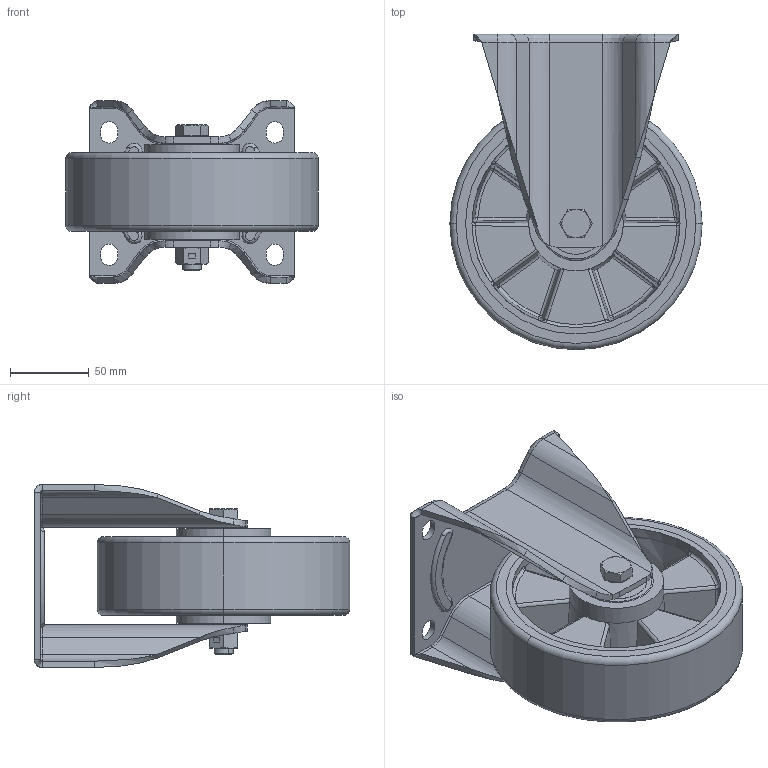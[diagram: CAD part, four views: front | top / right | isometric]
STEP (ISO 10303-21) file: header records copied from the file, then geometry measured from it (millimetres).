
FILE_DESCRIPTION (( 'STEP AP214' ), '1' );
FILE_NAME ('0020247BL_B-IM-PUZA-160-K_(A-02).step', '2019-02-22T12:01:50', ( '' ), ( '' ), 'SwSTEP 2.0', 'SolidWorks 2018', '' );
FILE_SCHEMA (( 'AUTOMOTIVE_DESIGN' ));
Length unit declared in the file: millimetre
Products named in the file (1): 0020247BL_B-IM-PUZA-160-K_(A-02)
Bounding box: 160 x 200 x 116 mm (x, y, z)
Volume: 696004.3 mm3; surface area: 271692.4 mm2
Topology: 17 solids, 17 shells, 874 faces, 2102 edges, 1296 vertices
Faces by surface type: plane 365, cylinder 249, bspline 102, cone 64, torus 62, sphere 32
Entity records: 38956 total; most frequent: CARTESIAN_POINT 9273, ORIENTED_EDGE 4204, DIRECTION 4050, EDGE_CURVE 2102, AXIS2_PLACEMENT_3D 1501, VERTEX_POINT 1296, LINE 1048, VECTOR 1048
